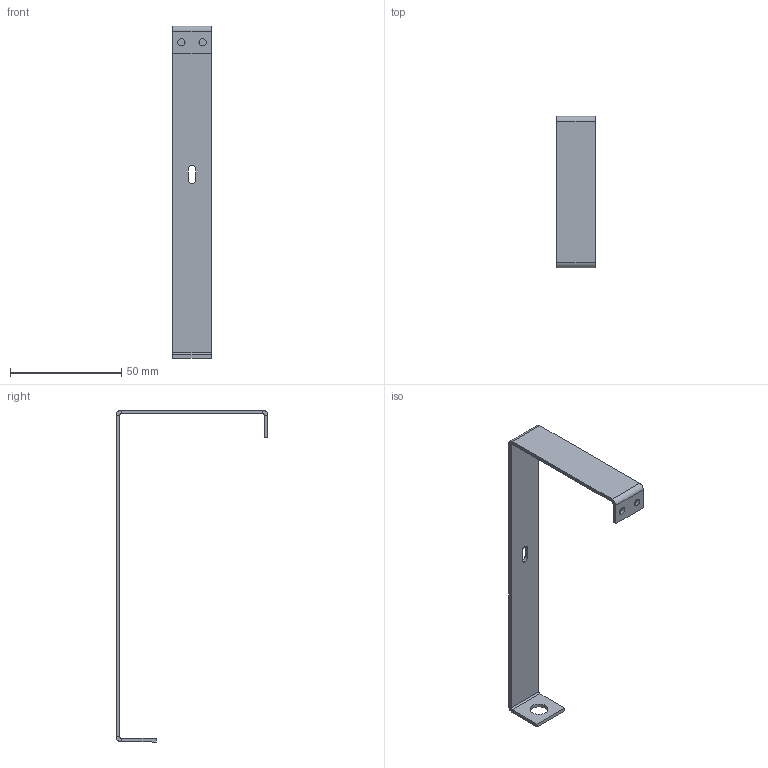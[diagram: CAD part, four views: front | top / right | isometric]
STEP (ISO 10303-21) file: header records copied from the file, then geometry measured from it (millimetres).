
FILE_DESCRIPTION (( 'STEP AP203' ), '1' );
FILE_NAME ('bottomBusbarSCS.STEP', '2024-12-11T05:15:28', ( '' ), ( '' ), 'SwSTEP 2.0', 'SolidWorks 2024', '' );
FILE_SCHEMA (( 'CONFIG_CONTROL_DESIGN' ));
Length unit declared in the file: millimetre
Products named in the file (1): bottomBusbarSCS
Bounding box: 17.5 x 68 x 149 mm (x, y, z)
Volume: 6588.3 mm3; surface area: 9166.8 mm2
Topology: 1 solids, 1 shells, 41 faces, 93 edges, 54 vertices
Faces by surface type: plane 26, cylinder 15
Entity records: 1218 total; most frequent: DIRECTION 207, CARTESIAN_POINT 189, ORIENTED_EDGE 186, EDGE_CURVE 93, AXIS2_PLACEMENT_3D 72, LINE 63, VECTOR 63, VERTEX_POINT 54
